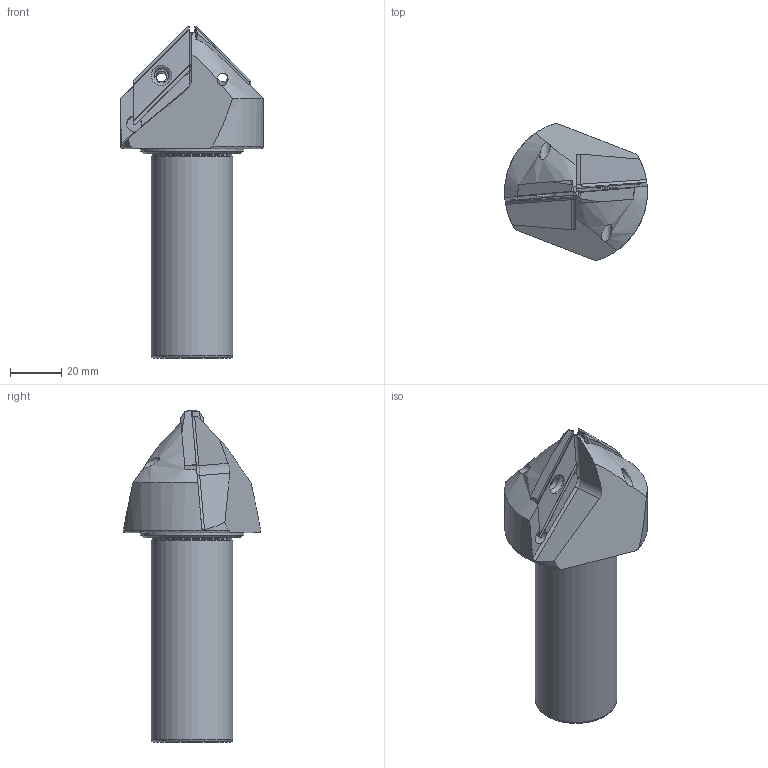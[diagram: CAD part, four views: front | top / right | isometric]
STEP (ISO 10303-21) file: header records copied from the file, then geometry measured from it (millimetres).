
FILE_DESCRIPTION(/* description */ (''),/* implementation_level */ '2;1');
FILE_NAME(/* name */ 'CCF-45XC246L130Y32.step',/* time_stamp */ '2022-04-10T08:50:45+09:00',/* author */ (''),/* organization */ (''),/* preprocessor_version */ 'ST-DEVELOPER v18.1',/* originating_system */ 'Autodesk Translation Framework v10.14.0.1471',/* authorisation */ '');
FILE_SCHEMA (('AUTOMOTIVE_DESIGN { 1 0 10303 214 3 1 1 }'));
Length unit declared in the file: millimetre
Products named in the file (2): 面取りジャイアン本体; 面取りジャイアンLPGX
Assembly tree (2 placements, depth 2):
  面取りジャイアン本体
    面取りジャイアンLPGX  x2
Bounding box: 55.95 x 53.61 x 130 mm (x, y, z)
Volume: 112601.3 mm3; surface area: 20115.8 mm2
Topology: 3 solids, 3 shells, 100 faces, 276 edges, 179 vertices
Faces by surface type: plane 55, cylinder 25, cone 11, torus 9
Full cylindrical faces by diameter (mm): 4.2 x2, 5.7 x2, 6 x4, 8 x2, 31 x1, 32 x1, 40 x1
Entity records: 2667 total; most frequent: CARTESIAN_POINT 625, DIRECTION 432, ORIENTED_EDGE 418, EDGE_CURVE 209, AXIS2_PLACEMENT_3D 170, VERTEX_POINT 137, LINE 92, VECTOR 92
